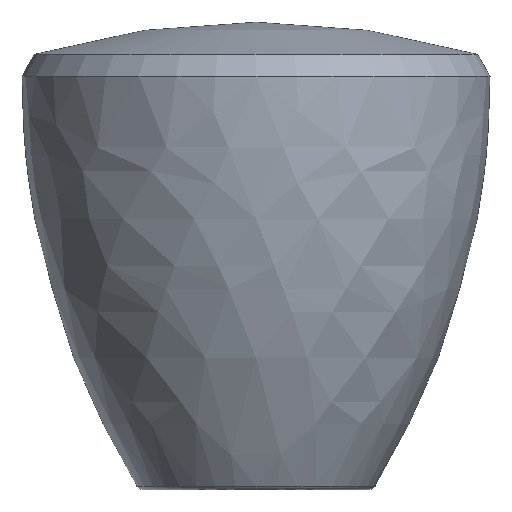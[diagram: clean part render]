
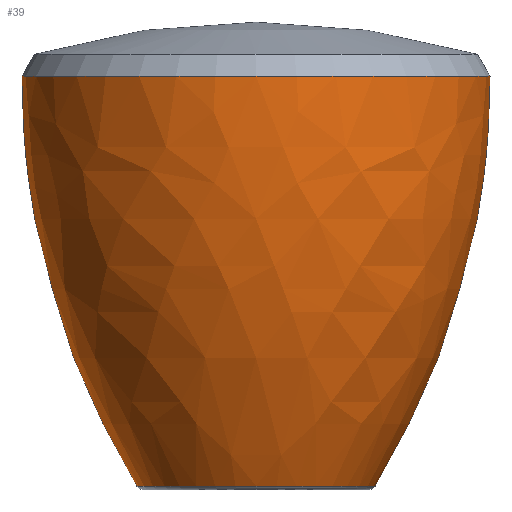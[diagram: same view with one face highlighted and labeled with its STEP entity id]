
A CAD part, left-side view. The second image highlights one B-rep face of the part: STEP entity #39.
In plain terms, the highlighted free-form (B-spline) face has degree [3, 3] with [4, 7] control points.
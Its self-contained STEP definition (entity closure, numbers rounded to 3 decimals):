
#39 = ADVANCED_FACE( '', ( #80, #81 ), #82, .T. );
#80 = FACE_OUTER_BOUND( '', #122, .T. );
#81 = FACE_OUTER_BOUND( '', #123, .T. );
#82 = ( BOUNDED_SURFACE(  )B_SPLINE_SURFACE( 3, 3, ( ( #126, #127, #128, #129, #130, #131, #132 ), ( #133, #134, #135, #136, #137, #138, #139 ), ( #140, #141, #142, #143, #144, #145, #146 ), ( #147, #148, #149, #150, #151, #152, #153 ) ), .UNSPECIFIED., .F., .T., .F. )B_SPLINE_SURFACE_WITH_KNOTS( ( 4, 4 ), ( 4, 3, 4 ), ( 0., 6.283 ), ( -0.55, -0.273, 0.003 ), .UNSPECIFIED. )GEOMETRIC_REPRESENTATION_ITEM(  )RATIONAL_B_SPLINE_SURFACE( ( ( 1., 0.333, 0.333, 1., 0.333, 0.333, 1. ), ( 0.975, 0.325, 0.325, 0.975, 0.325, 0.325, 0.975 ), ( 0.975, 0.325, 0.325, 0.975, 0.325, 0.325, 0.975 ), ( 1., 0.333, 0.333, 1., 0.333, 0.333, 1. ) ) )REPRESENTATION_ITEM( '' )SURFACE(  ) );
#122 = EDGE_LOOP( '', ( #198 ) );
#123 = EDGE_LOOP( '', ( #199 ) );
#126 = CARTESIAN_POINT( '', ( 15.017, 0., 26.54 ) );
#127 = CARTESIAN_POINT( '', ( 15.017, 30.035, 26.54 ) );
#128 = CARTESIAN_POINT( '', ( -15.017, 30.035, 26.54 ) );
#129 = CARTESIAN_POINT( '', ( -15.017, 0., 26.54 ) );
#130 = CARTESIAN_POINT( '', ( -15.017, -30.035, 26.54 ) );
#131 = CARTESIAN_POINT( '', ( 15.017, -30.035, 26.54 ) );
#132 = CARTESIAN_POINT( '', ( 15.017, 0., 26.54 ) );
#133 = CARTESIAN_POINT( '', ( 15.05, 0., 17.198 ) );
#134 = CARTESIAN_POINT( '', ( 15.05, 30.099, 17.198 ) );
#135 = CARTESIAN_POINT( '', ( -15.05, 30.099, 17.198 ) );
#136 = CARTESIAN_POINT( '', ( -15.05, 0., 17.198 ) );
#137 = CARTESIAN_POINT( '', ( -15.05, -30.099, 17.198 ) );
#138 = CARTESIAN_POINT( '', ( 15.05, -30.099, 17.198 ) );
#139 = CARTESIAN_POINT( '', ( 15.05, 0., 17.198 ) );
#140 = CARTESIAN_POINT( '', ( 12.529, 0., 8.203 ) );
#141 = CARTESIAN_POINT( '', ( 12.529, 25.058, 8.203 ) );
#142 = CARTESIAN_POINT( '', ( -12.529, 25.058, 8.203 ) );
#143 = CARTESIAN_POINT( '', ( -12.529, 0., 8.203 ) );
#144 = CARTESIAN_POINT( '', ( -12.529, -25.058, 8.203 ) );
#145 = CARTESIAN_POINT( '', ( 12.529, -25.058, 8.203 ) );
#146 = CARTESIAN_POINT( '', ( 12.529, 0., 8.203 ) );
#147 = CARTESIAN_POINT( '', ( 7.647, 0., 0.239 ) );
#148 = CARTESIAN_POINT( '', ( 7.647, 15.294, 0.239 ) );
#149 = CARTESIAN_POINT( '', ( -7.647, 15.294, 0.239 ) );
#150 = CARTESIAN_POINT( '', ( -7.647, 0., 0.239 ) );
#151 = CARTESIAN_POINT( '', ( -7.647, -15.294, 0.239 ) );
#152 = CARTESIAN_POINT( '', ( 7.647, -15.294, 0.239 ) );
#153 = CARTESIAN_POINT( '', ( 7.647, 0., 0.239 ) );
#198 = ORIENTED_EDGE( '', *, *, #238, .T. );
#199 = ORIENTED_EDGE( '', *, *, #235, .F. );
#235 = EDGE_CURVE( '', #256, #256, #257, .T. );
#238 = EDGE_CURVE( '', #261, #261, #262, .T. );
#256 = VERTEX_POINT( '', #281 );
#257 = CIRCLE( '', #282, 15.017 );
#261 = VERTEX_POINT( '', #286 );
#262 = CIRCLE( '', #287, 7.647 );
#281 = CARTESIAN_POINT( '', ( 15.017, 0., 26.54 ) );
#282 = AXIS2_PLACEMENT_3D( '', #306, #307, #308 );
#286 = CARTESIAN_POINT( '', ( 7.647, 0., 0.239 ) );
#287 = AXIS2_PLACEMENT_3D( '', #312, #313, #314 );
#306 = CARTESIAN_POINT( '', ( 0., 0., 26.54 ) );
#307 = DIRECTION( '', ( 0., 0., 1. ) );
#308 = DIRECTION( '', ( 1., 0., 0. ) );
#312 = CARTESIAN_POINT( '', ( 0., 0., 0.239 ) );
#313 = DIRECTION( '', ( 0., 0., 1. ) );
#314 = DIRECTION( '', ( 1., 0., 0. ) );
